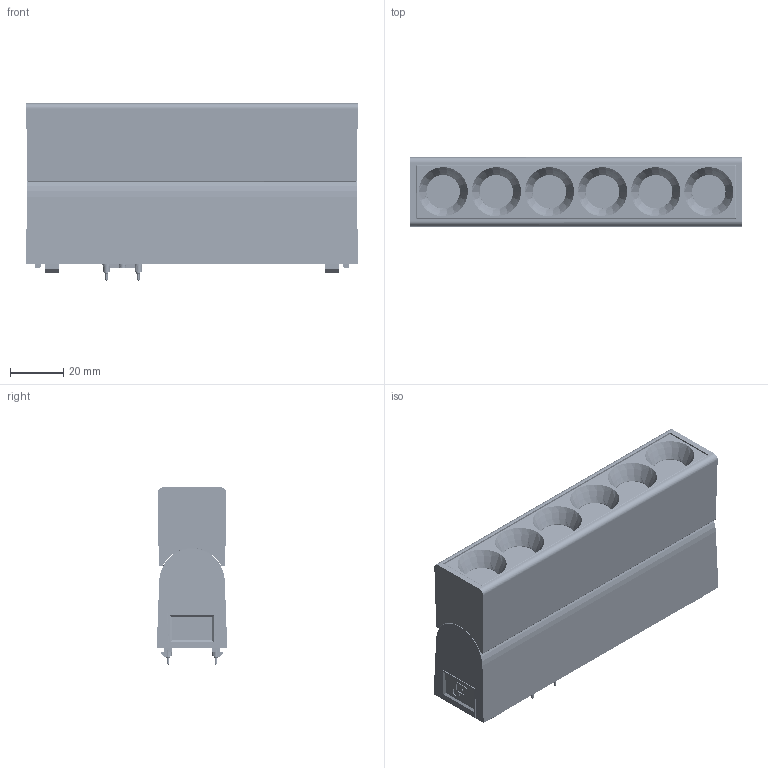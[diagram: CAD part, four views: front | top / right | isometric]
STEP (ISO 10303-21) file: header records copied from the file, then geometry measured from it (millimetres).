
FILE_DESCRIPTION (( 'STEP AP203' ), '1' );
FILE_NAME ('SU-26-10W-125 Adjust Spot light Tuya Zigbee 2color.STEP', '2023-05-22T01:50:57', ( 'ylmfeng' ), ( 'ylmfeng.com' ), 'SwSTEP 2.0', 'SolidWorks 2020', '' );
FILE_SCHEMA (( 'CONFIG_CONTROL_DESIGN' ));
Products named in the file (1): SU-26-10W-125 Adjust Spot light Tuya Zigbee 2color
Bounding box: 125 x 26.6 x 66.76 mm (x, y, z)
Volume: 78756.7 mm3; surface area: 91676.8 mm2
Topology: 20 solids, 20 shells, 3407 faces, 8582 edges, 5279 vertices
Faces by surface type: plane 1449, bspline 1022, cylinder 701, cone 179, torus 32, sphere 24
Entity records: 218000 total; most frequent: CARTESIAN_POINT 157154, ORIENTED_EDGE 17116, EDGE_CURVE 8558, B_SPLINE_CURVE_WITH_KNOTS 8468, VERTEX_POINT 5271, DIRECTION 4836, EDGE_LOOP 3583, FACE_OUTER_BOUND 3407
